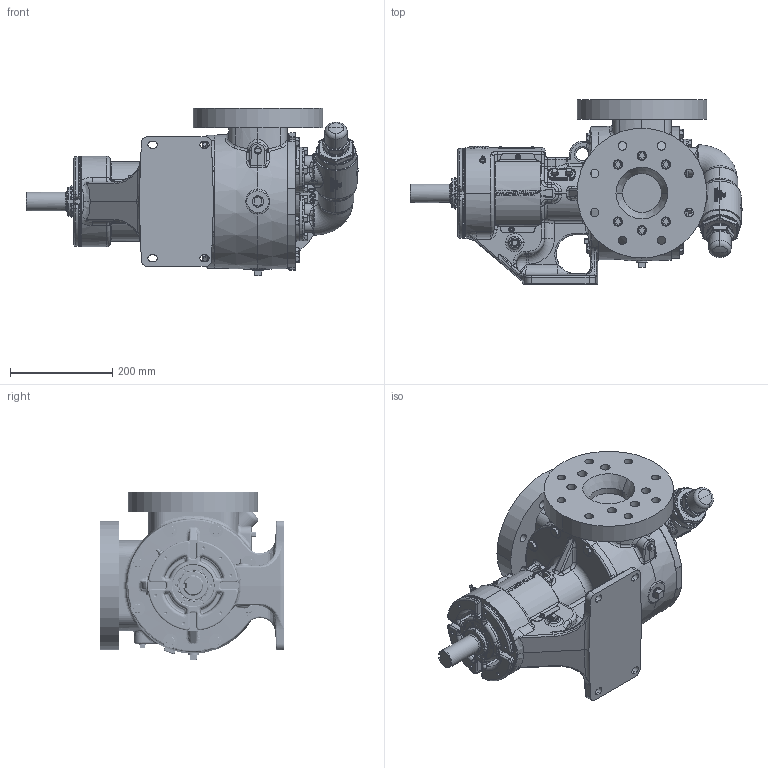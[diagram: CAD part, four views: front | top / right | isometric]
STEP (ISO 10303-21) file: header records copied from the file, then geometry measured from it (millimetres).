
FILE_DESCRIPTION (( 'STEP AP214' ), '1' );
FILE_NAME ('LV-4555.STEP', '2024-04-03T15:04:36', ( '' ), ( '' ), 'SwSTEP 2.0', 'SolidWorks 2022', '' );
FILE_SCHEMA (( 'AUTOMOTIVE_DESIGN' ));
Length unit declared in the file: inch
Products named in the file (1): LV-4555
Bounding box: 650.22 x 360.36 x 327.72 mm (x, y, z)
Volume: 19291892.9 mm3; surface area: 1074790.4 mm2
Topology: 1 solids, 13 shells, 5416 faces, 13820 edges, 8590 vertices
Faces by surface type: plane 1783, bspline 1655, cylinder 1066, cone 692, torus 132, sphere 88
Entity records: 314487 total; most frequent: CARTESIAN_POINT 126696, ORIENTED_EDGE 27338, DIRECTION 20021, EDGE_CURVE 13669, VERTEX_POINT 8583, AXIS2_PLACEMENT_3D 7381, EDGE_LOOP 5800, UNCERTAINTY_MEASURE_WITH_UNIT 5419
